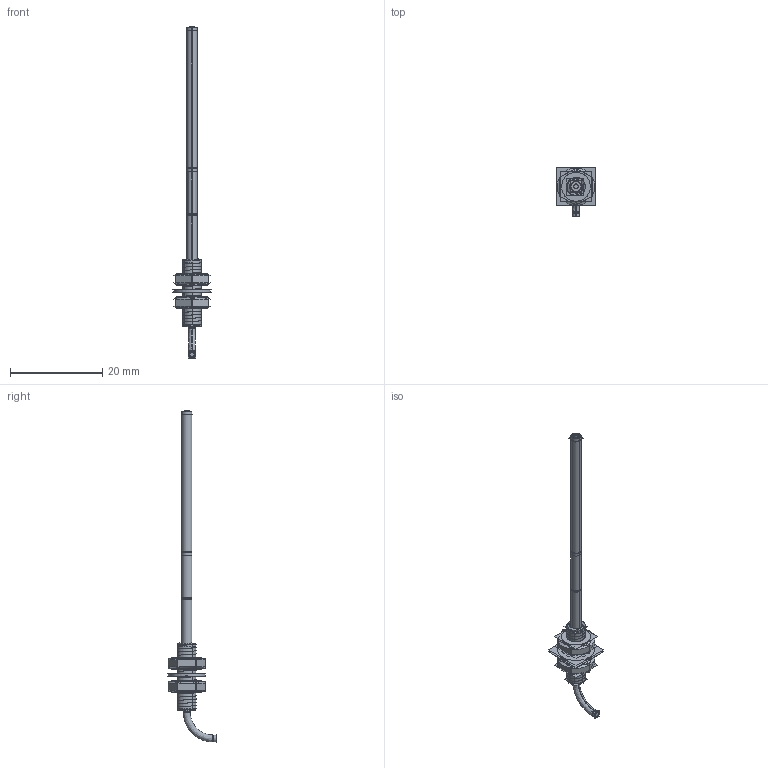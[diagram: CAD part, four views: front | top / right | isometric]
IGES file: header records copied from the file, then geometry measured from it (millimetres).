
Start section:  PTC IGES file: 193408.igs
Global section: file name: 193408.igs; native system: Creo Parametric by Parametric Technology Corporation; preprocessor: 2016010; author: PDMAdmin; organization: Unknown; date: 20160520.131558; units: millimetre
Bounding box: 8.32 x 10.57 x 72.12 mm (x, y, z)
Volume: 432.9 mm3; surface area: 12551.2 mm2
Topology: 7 solids, 10 shells, 346 faces, 1812 edges, 2333 vertices
Faces by surface type: revolution 222, bspline 124
